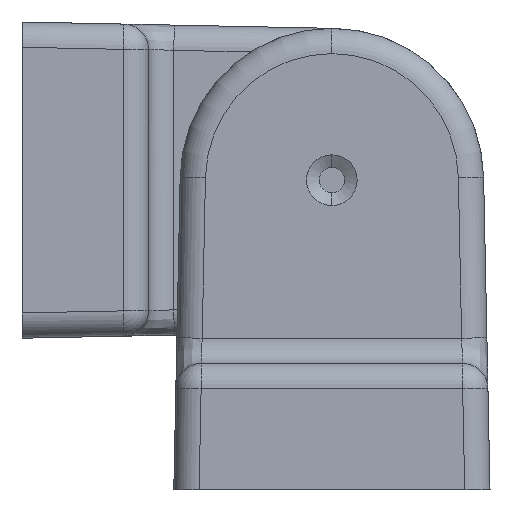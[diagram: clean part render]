
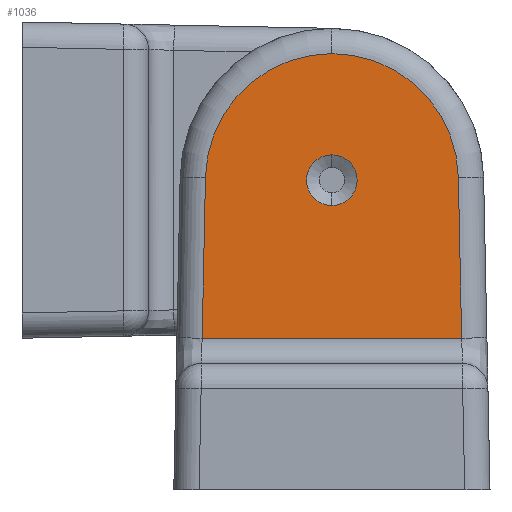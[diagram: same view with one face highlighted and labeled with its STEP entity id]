
A CAD part, front view. The second image highlights one B-rep face of the part: STEP entity #1036.
In plain terms, the highlighted planar face has unit normal (0, -1, 0).
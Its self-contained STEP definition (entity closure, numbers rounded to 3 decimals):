
#2 = VERTEX_POINT ( 'NONE', #2272 ) ;
#123 = DIRECTION ( 'NONE',  ( 0., 0., 1. ) ) ;
#140 = EDGE_CURVE ( 'NONE', #2, #1239, #661, .T. ) ;
#245 = ORIENTED_EDGE ( 'NONE', *, *, #996, .T. ) ;
#249 = AXIS2_PLACEMENT_3D ( 'NONE', #1166, #870, #594 ) ;
#258 = DIRECTION ( 'NONE',  ( 0., 0., 1. ) ) ;
#289 = EDGE_LOOP ( 'NONE', ( #602, #1769 ) ) ;
#368 = EDGE_CURVE ( 'NONE', #1244, #1108, #2395, .T. ) ;
#396 = ORIENTED_EDGE ( 'NONE', *, *, #1465, .T. ) ;
#417 = DIRECTION ( 'NONE',  ( 0., -1., 0. ) ) ;
#455 = DIRECTION ( 'NONE',  ( 1., 0., 0. ) ) ;
#484 = CIRCLE ( 'NONE', #858, 10. ) ;
#546 = DIRECTION ( 'NONE',  ( 0., 1., 0. ) ) ;
#556 = VECTOR ( 'NONE', #1797, 1000. ) ;
#594 = DIRECTION ( 'NONE',  ( 0., 0., 1. ) ) ;
#602 = ORIENTED_EDGE ( 'NONE', *, *, #140, .T. ) ;
#650 = EDGE_CURVE ( 'NONE', #2827, #1244, #1618, .T. ) ;
#661 = CIRCLE ( 'NONE', #249, 2. ) ;
#678 = EDGE_LOOP ( 'NONE', ( #396, #245, #2774, #1934, #1933 ) ) ;
#681 = AXIS2_PLACEMENT_3D ( 'NONE', #2632, #2340, #2043 ) ;
#734 = CARTESIAN_POINT ( 'NONE',  ( 12.297, -51., -12.5 ) ) ;
#801 = CARTESIAN_POINT ( 'NONE',  ( 0., -51., 2. ) ) ;
#828 = CARTESIAN_POINT ( 'NONE',  ( 0., -51., 0. ) ) ;
#858 = AXIS2_PLACEMENT_3D ( 'NONE', #2480, #417, #123 ) ;
#870 = DIRECTION ( 'NONE',  ( 0., 1., 0. ) ) ;
#921 = CIRCLE ( 'NONE', #1757, 2. ) ;
#966 = VECTOR ( 'NONE', #2055, 1000. ) ;
#996 = EDGE_CURVE ( 'NONE', #1397, #2757, #2462, .T. ) ;
#1010 = DIRECTION ( 'NONE',  ( 0., 0., 1. ) ) ;
#1036 = ADVANCED_FACE ( 'NONE', ( #1266, #1794 ), #1906, .F. ) ;
#1108 = VERTEX_POINT ( 'NONE', #2804 ) ;
#1166 = CARTESIAN_POINT ( 'NONE',  ( 0., -51., 0. ) ) ;
#1239 = VERTEX_POINT ( 'NONE', #801 ) ;
#1244 = VERTEX_POINT ( 'NONE', #1925 ) ;
#1266 = FACE_OUTER_BOUND ( 'NONE', #678, .T. ) ;
#1301 = DIRECTION ( 'NONE',  ( 0., 1., 0. ) ) ;
#1397 = VERTEX_POINT ( 'NONE', #1725 ) ;
#1465 = EDGE_CURVE ( 'NONE', #1108, #1397, #484, .T. ) ;
#1600 = CARTESIAN_POINT ( 'NONE',  ( -12.5, -51., 12. ) ) ;
#1618 = LINE ( 'NONE', #734, #1911 ) ;
#1723 = AXIS2_PLACEMENT_3D ( 'NONE', #1600, #1301, #1010 ) ;
#1725 = CARTESIAN_POINT ( 'NONE',  ( 0., -51., 10. ) ) ;
#1757 = AXIS2_PLACEMENT_3D ( 'NONE', #828, #546, #258 ) ;
#1769 = ORIENTED_EDGE ( 'NONE', *, *, #2333, .T. ) ;
#1794 = FACE_BOUND ( 'NONE', #289, .T. ) ;
#1797 = DIRECTION ( 'NONE',  ( -0.02, 0., 1. ) ) ;
#1826 = CARTESIAN_POINT ( 'NONE',  ( -10.256, -51., -12.5 ) ) ;
#1854 = CARTESIAN_POINT ( 'NONE',  ( -9.998, -51., 0.203 ) ) ;
#1906 = PLANE ( 'NONE',  #1723 ) ;
#1911 = VECTOR ( 'NONE', #455, 1000. ) ;
#1925 = CARTESIAN_POINT ( 'NONE',  ( 10.256, -51., -12.5 ) ) ;
#1933 = ORIENTED_EDGE ( 'NONE', *, *, #368, .T. ) ;
#1934 = ORIENTED_EDGE ( 'NONE', *, *, #650, .T. ) ;
#2043 = DIRECTION ( 'NONE',  ( 0., 0., 1. ) ) ;
#2055 = DIRECTION ( 'NONE',  ( -0.02, 0., -1. ) ) ;
#2098 = CARTESIAN_POINT ( 'NONE',  ( 9.749, -51., 12.452 ) ) ;
#2272 = CARTESIAN_POINT ( 'NONE',  ( 0., -51., -2. ) ) ;
#2333 = EDGE_CURVE ( 'NONE', #1239, #2, #921, .T. ) ;
#2340 = DIRECTION ( 'NONE',  ( 0., -1., 0. ) ) ;
#2351 = CARTESIAN_POINT ( 'NONE',  ( -9.76, -51., 11.944 ) ) ;
#2395 = LINE ( 'NONE', #2098, #556 ) ;
#2462 = CIRCLE ( 'NONE', #681, 10. ) ;
#2480 = CARTESIAN_POINT ( 'NONE',  ( 0., -51., 0. ) ) ;
#2632 = CARTESIAN_POINT ( 'NONE',  ( 0., -51., 0. ) ) ;
#2647 = LINE ( 'NONE', #2351, #966 ) ;
#2757 = VERTEX_POINT ( 'NONE', #1854 ) ;
#2774 = ORIENTED_EDGE ( 'NONE', *, *, #2838, .T. ) ;
#2804 = CARTESIAN_POINT ( 'NONE',  ( 9.998, -51., 0.203 ) ) ;
#2827 = VERTEX_POINT ( 'NONE', #1826 ) ;
#2838 = EDGE_CURVE ( 'NONE', #2757, #2827, #2647, .T. ) ;
